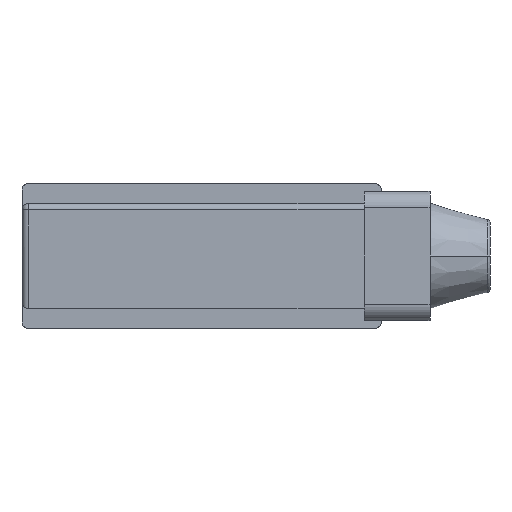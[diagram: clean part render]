
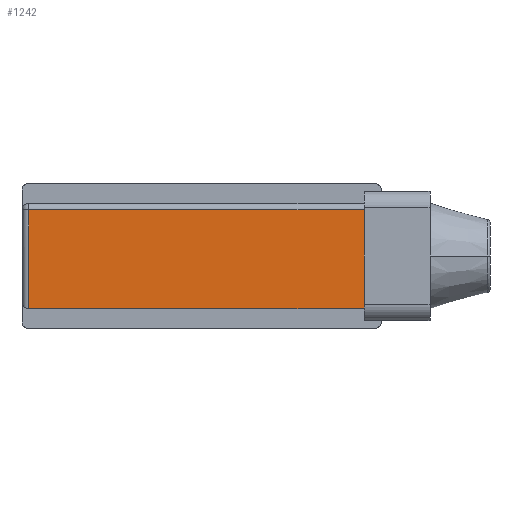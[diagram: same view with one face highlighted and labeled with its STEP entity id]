
A CAD part, front view. The second image highlights one B-rep face of the part: STEP entity #1242.
In plain terms, the highlighted planar face has unit normal (0, -1, 0).
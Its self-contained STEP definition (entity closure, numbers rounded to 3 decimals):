
#211=DIRECTION('',(-1.,0.,0.));
#212=VECTOR('',#211,50.9);
#213=CARTESIAN_POINT('',(24.7,-18.3,7.));
#214=LINE('',#213,#212);
#215=DIRECTION('',(0.,0.,1.));
#216=VECTOR('',#215,15.);
#217=CARTESIAN_POINT('',(24.7,-18.3,-8.));
#218=LINE('',#217,#216);
#219=DIRECTION('',(1.,0.,0.));
#220=VECTOR('',#219,50.9);
#221=CARTESIAN_POINT('',(-26.2,-18.3,-8.));
#222=LINE('',#221,#220);
#223=DIRECTION('',(0.,0.,-1.));
#224=VECTOR('',#223,15.);
#225=CARTESIAN_POINT('',(-26.2,-18.3,7.));
#226=LINE('',#225,#224);
#866=CARTESIAN_POINT('',(-26.2,-18.3,-8.));
#868=VERTEX_POINT('',#866);
#871=CARTESIAN_POINT('',(-26.2,-18.3,7.));
#872=VERTEX_POINT('',#871);
#879=CARTESIAN_POINT('',(24.7,-18.3,7.));
#880=VERTEX_POINT('',#879);
#883=CARTESIAN_POINT('',(24.7,-18.3,-8.));
#884=VERTEX_POINT('',#883);
#1230=CARTESIAN_POINT('',(-27.2,-18.3,-11.));
#1231=DIRECTION('',(0.,-1.,0.));
#1232=DIRECTION('',(1.,0.,0.));
#1233=AXIS2_PLACEMENT_3D('',#1230,#1231,#1232);
#1234=PLANE('',#1233);
#1235=ORIENTED_EDGE('',*,*,#1221,.F.);
#1236=ORIENTED_EDGE('',*,*,#984,.F.);
#1237=ORIENTED_EDGE('',*,*,#1080,.F.);
#1239=ORIENTED_EDGE('',*,*,#1238,.F.);
#1240=EDGE_LOOP('',(#1235,#1236,#1237,#1239));
#1241=FACE_OUTER_BOUND('',#1240,.F.);
#984=EDGE_CURVE('',#884,#880,#218,.T.);
#1080=EDGE_CURVE('',#868,#884,#222,.T.);
#1221=EDGE_CURVE('',#880,#872,#214,.T.);
#1238=EDGE_CURVE('',#872,#868,#226,.T.);
#1242=ADVANCED_FACE('',(#1241),#1234,.T.);
